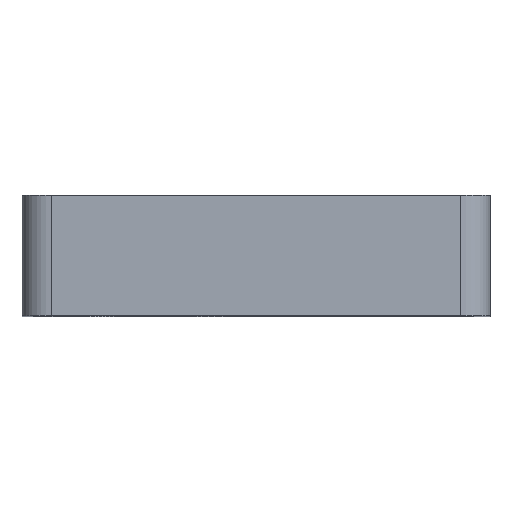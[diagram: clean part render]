
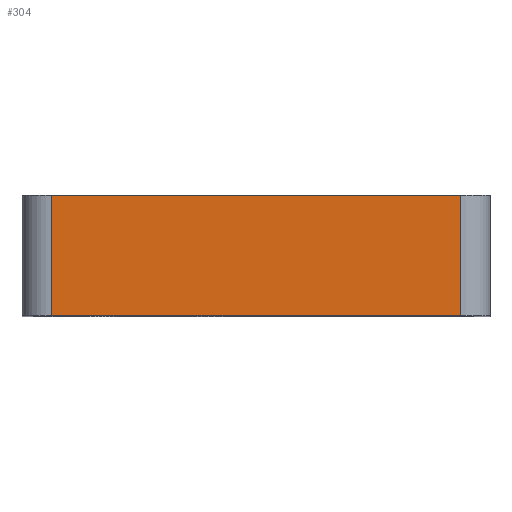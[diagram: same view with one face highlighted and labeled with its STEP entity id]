
A CAD part, top view. The second image highlights one B-rep face of the part: STEP entity #304.
In plain terms, the highlighted planar face has unit normal (0, 0, 1).
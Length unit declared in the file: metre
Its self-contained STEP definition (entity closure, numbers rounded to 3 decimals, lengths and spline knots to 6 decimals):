
#304=ADVANCED_FACE('3:17341',(#1002),#1003,.F.);
#1002=FACE_OUTER_BOUND('',#2324,.T.);
#1003=PLANE('',#2325);
#2324=EDGE_LOOP('',(#4215,#4216,#4217,#4218));
#2325=AXIS2_PLACEMENT_3D('',#4219,#4220,#4221);
#4215=ORIENTED_EDGE('',*,*,#5065,.T.);
#4216=ORIENTED_EDGE('',*,*,#5093,.T.);
#4217=ORIENTED_EDGE('',*,*,#5136,.F.);
#4218=ORIENTED_EDGE('',*,*,#4987,.F.);
#4219=CARTESIAN_POINT('',(0.0175,0.0103,0.02));
#4220=DIRECTION('',(0.0,0.0,-1.0));
#4221=DIRECTION('',(-0.707,0.707,0.0));
#4987=EDGE_CURVE('3:17581',#5862,#5864,#5865,.T.);
#5065=EDGE_CURVE('3:17812',#5862,#5993,#5994,.T.);
#5093=EDGE_CURVE('3:17905',#5993,#6033,#6035,.T.);
#5136=EDGE_CURVE('3:18076',#5864,#6033,#6097,.T.);
#5862=VERTEX_POINT('',#6800);
#5864=VERTEX_POINT('',#6802);
#5865=LINE('',#6803,#6804);
#5993=VERTEX_POINT('',#6988);
#5994=LINE('',#6989,#6990);
#6033=VERTEX_POINT('',#7066);
#6035=LINE('',#7068,#7069);
#6097=LINE('',#7231,#7232);
#6800=CARTESIAN_POINT('',(-0.0175,0.0103,0.02));
#6802=CARTESIAN_POINT('',(0.0175,0.0103,0.02));
#6803=CARTESIAN_POINT('',(-0.0175,0.0103,0.02));
#6804=VECTOR('',#8704,0.004);
#6988=CARTESIAN_POINT('',(-0.0175,0.0,0.02));
#6989=CARTESIAN_POINT('',(-0.0175,0.0103,0.02));
#6990=VECTOR('',#8824,0.0103);
#7066=CARTESIAN_POINT('',(0.0175,0.0,0.02));
#7068=CARTESIAN_POINT('',(-0.0175,0.0,0.02));
#7069=VECTOR('',#8870,0.035);
#7231=CARTESIAN_POINT('',(0.0175,0.0103,0.02));
#7232=VECTOR('',#8917,0.0103);
#8704=DIRECTION('',(1.0,0.0,0.0));
#8824=DIRECTION('',(0.0,-1.0,0.0));
#8870=DIRECTION('',(1.0,0.0,0.0));
#8917=DIRECTION('',(0.0,-1.0,0.0));
